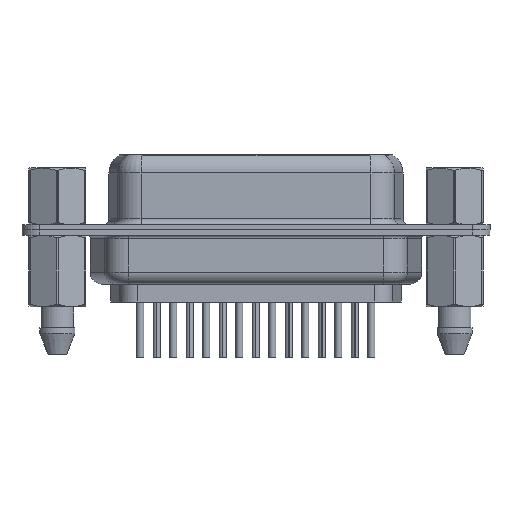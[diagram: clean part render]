
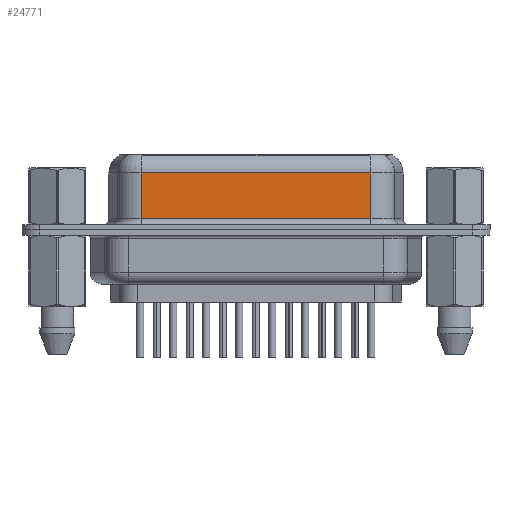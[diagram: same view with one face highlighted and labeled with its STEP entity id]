
A CAD part, front view. The second image highlights one B-rep face of the part: STEP entity #24771.
In plain terms, the highlighted planar face has unit normal (0, -1, 0).
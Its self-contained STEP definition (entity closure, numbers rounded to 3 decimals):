
#2929 = VERTEX_POINT ( 'NONE', #21729 ) ;
#3504 = ORIENTED_EDGE ( 'NONE', *, *, #7716, .T. ) ;
#3515 = VECTOR ( 'NONE', #23654, 1000. ) ;
#6199 = CARTESIAN_POINT ( 'NONE',  ( 26.302, -3.95, 4.77 ) ) ;
#6875 = CARTESIAN_POINT ( 'NONE',  ( 26.302, -3.95, 0.95 ) ) ;
#7285 = EDGE_CURVE ( 'NONE', #17827, #2929, #9008, .T. ) ;
#7684 = FACE_OUTER_BOUND ( 'NONE', #13453, .T. ) ;
#7716 = EDGE_CURVE ( 'NONE', #22802, #14565, #20187, .T. ) ;
#8883 = AXIS2_PLACEMENT_3D ( 'NONE', #25503, #16350, #19235 ) ;
#9008 = LINE ( 'NONE', #6875, #13943 ) ;
#9095 = CARTESIAN_POINT ( 'NONE',  ( 26.302, -3.95, 4.77 ) ) ;
#9669 = PLANE ( 'NONE',  #8883 ) ;
#10056 = EDGE_CURVE ( 'NONE', #22802, #2929, #28741, .T. ) ;
#11366 = CARTESIAN_POINT ( 'NONE',  ( 7.018, -3.95, 0.95 ) ) ;
#11938 = LINE ( 'NONE', #28361, #3515 ) ;
#13215 = DIRECTION ( 'NONE',  ( 0., 0., -1. ) ) ;
#13453 = EDGE_LOOP ( 'NONE', ( #18918, #3504, #14925, #26886 ) ) ;
#13943 = VECTOR ( 'NONE', #15996, 1000. ) ;
#14565 = VERTEX_POINT ( 'NONE', #16200 ) ;
#14925 = ORIENTED_EDGE ( 'NONE', *, *, #23500, .T. ) ;
#15996 = DIRECTION ( 'NONE',  ( 1., 0., 0. ) ) ;
#16200 = CARTESIAN_POINT ( 'NONE',  ( 7.018, -3.95, 4.77 ) ) ;
#16350 = DIRECTION ( 'NONE',  ( 0., 1., 0. ) ) ;
#17827 = VERTEX_POINT ( 'NONE', #11366 ) ;
#17895 = DIRECTION ( 'NONE',  ( -1., 0., 0. ) ) ;
#18918 = ORIENTED_EDGE ( 'NONE', *, *, #10056, .F. ) ;
#19235 = DIRECTION ( 'NONE',  ( 0., 0., 1. ) ) ;
#20187 = LINE ( 'NONE', #6199, #21741 ) ;
#20852 = VECTOR ( 'NONE', #13215, 1000. ) ;
#21729 = CARTESIAN_POINT ( 'NONE',  ( 26.302, -3.95, 0.95 ) ) ;
#21741 = VECTOR ( 'NONE', #17895, 1000. ) ;
#22802 = VERTEX_POINT ( 'NONE', #9095 ) ;
#23500 = EDGE_CURVE ( 'NONE', #14565, #17827, #11938, .T. ) ;
#23654 = DIRECTION ( 'NONE',  ( 0., 0., -1. ) ) ;
#24771 = ADVANCED_FACE ( 'NONE', ( #7684 ), #9669, .F. ) ;
#25503 = CARTESIAN_POINT ( 'NONE',  ( 26.302, -3.95, 6.52 ) ) ;
#26765 = CARTESIAN_POINT ( 'NONE',  ( 26.302, -3.95, 6.52 ) ) ;
#26886 = ORIENTED_EDGE ( 'NONE', *, *, #7285, .T. ) ;
#28361 = CARTESIAN_POINT ( 'NONE',  ( 7.018, -3.95, 6.52 ) ) ;
#28741 = LINE ( 'NONE', #26765, #20852 ) ;
